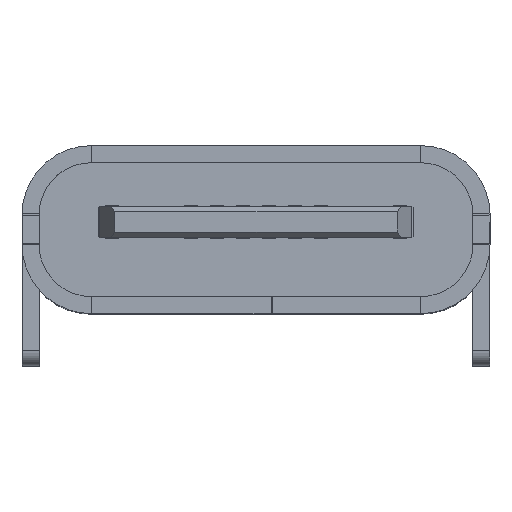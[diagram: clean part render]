
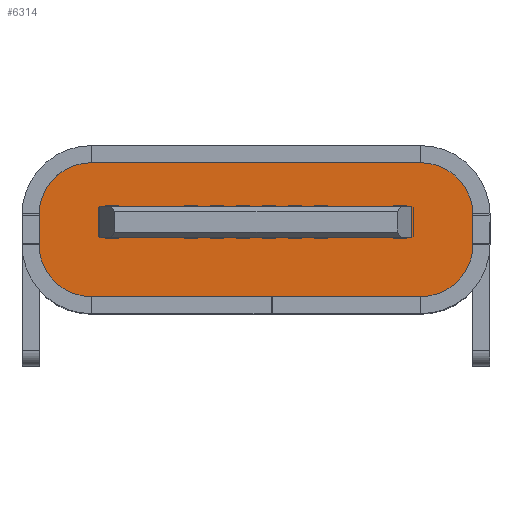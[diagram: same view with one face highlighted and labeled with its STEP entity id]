
A CAD part, top view. The second image highlights one B-rep face of the part: STEP entity #6314.
In plain terms, the highlighted face is planar.
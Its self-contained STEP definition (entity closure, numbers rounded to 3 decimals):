
#47 = CARTESIAN_POINT ( 'NONE',  ( 7.455, 5.81, 1.28 ) ) ;
#90 = CIRCLE ( 'NONE', #9519, 1. ) ;
#221 = CARTESIAN_POINT ( 'NONE',  ( 7.963, 5.81, 0. ) ) ;
#336 = EDGE_CURVE ( 'NONE', #7179, #9075, #4904, .T. ) ;
#402 = CARTESIAN_POINT ( 'NONE',  ( 7.65, 5.81, 2.86 ) ) ;
#457 = LINE ( 'NONE', #1999, #9737 ) ;
#504 = PLANE ( 'NONE',  #9147 ) ;
#516 = LINE ( 'NONE', #10538, #7954 ) ;
#616 = CARTESIAN_POINT ( 'NONE',  ( 4.475, 5.81, 1.363 ) ) ;
#644 = LINE ( 'NONE', #8841, #10530 ) ;
#977 = EDGE_CURVE ( 'NONE', #1184, #10593, #457, .T. ) ;
#1029 = ORIENTED_EDGE ( 'NONE', *, *, #8924, .T. ) ;
#1172 = DIRECTION ( 'NONE',  ( -1., 0., 0. ) ) ;
#1184 = VERTEX_POINT ( 'NONE', #221 ) ;
#1297 = CIRCLE ( 'NONE', #10188, 1.2 ) ;
#1329 = ORIENTED_EDGE ( 'NONE', *, *, #977, .F. ) ;
#1504 = ORIENTED_EDGE ( 'NONE', *, *, #8139, .T. ) ;
#1554 = ORIENTED_EDGE ( 'NONE', *, *, #5126, .F. ) ;
#1708 = EDGE_CURVE ( 'NONE', #8782, #3077, #8050, .T. ) ;
#1711 = LINE ( 'NONE', #47, #2815 ) ;
#1794 = VECTOR ( 'NONE', #4561, 1000. ) ;
#1833 = ORIENTED_EDGE ( 'NONE', *, *, #5655, .F. ) ;
#1927 = ORIENTED_EDGE ( 'NONE', *, *, #1708, .F. ) ;
#1999 = CARTESIAN_POINT ( 'NONE',  ( 8.65, 5.81, 0. ) ) ;
#2056 = DIRECTION ( 'NONE',  ( 1., 0., 0. ) ) ;
#2244 = ORIENTED_EDGE ( 'NONE', *, *, #10165, .T. ) ;
#2482 = CIRCLE ( 'NONE', #9339, 1. ) ;
#2562 = DIRECTION ( 'NONE',  ( -1., 0., 0. ) ) ;
#2575 = ORIENTED_EDGE ( 'NONE', *, *, #336, .F. ) ;
#2772 = EDGE_LOOP ( 'NONE', ( #1329, #1029, #1927, #3054, #1554, #5923, #3721, #2244 ) ) ;
#2815 = VECTOR ( 'NONE', #2562, 1000. ) ;
#2846 = DIRECTION ( 'NONE',  ( 0., 0., 1. ) ) ;
#3054 = ORIENTED_EDGE ( 'NONE', *, *, #5654, .T. ) ;
#3077 = VERTEX_POINT ( 'NONE', #6075 ) ;
#3145 = VERTEX_POINT ( 'NONE', #6257 ) ;
#3721 = ORIENTED_EDGE ( 'NONE', *, *, #4935, .F. ) ;
#3896 = DIRECTION ( 'NONE',  ( 0., 1., 0. ) ) ;
#4243 = CARTESIAN_POINT ( 'NONE',  ( 7.455, 5.81, 1.28 ) ) ;
#4481 = CARTESIAN_POINT ( 'NONE',  ( 1.3, 5.81, 1.86 ) ) ;
#4561 = DIRECTION ( 'NONE',  ( 0., 0., 1. ) ) ;
#4695 = FACE_BOUND ( 'NONE', #6783, .T. ) ;
#4717 = CARTESIAN_POINT ( 'NONE',  ( 1.495, 5.81, 1.28 ) ) ;
#4773 = CARTESIAN_POINT ( 'NONE',  ( 1.495, 5.81, 1.28 ) ) ;
#4904 = LINE ( 'NONE', #8464, #5271 ) ;
#4935 = EDGE_CURVE ( 'NONE', #8118, #3145, #516, .T. ) ;
#5126 = EDGE_CURVE ( 'NONE', #6055, #9722, #6519, .T. ) ;
#5271 = VECTOR ( 'NONE', #1172, 1000. ) ;
#5654 = EDGE_CURVE ( 'NONE', #8782, #9722, #90, .T. ) ;
#5655 = EDGE_CURVE ( 'NONE', #9636, #7179, #644, .T. ) ;
#5674 = DIRECTION ( 'NONE',  ( 1., 0., 0. ) ) ;
#5680 = CARTESIAN_POINT ( 'NONE',  ( 8.65, 5.81, 1.86 ) ) ;
#5788 = CARTESIAN_POINT ( 'NONE',  ( 8.65, 5.81, 1.86 ) ) ;
#5876 = DIRECTION ( 'NONE',  ( 1., 0., 0. ) ) ;
#5923 = ORIENTED_EDGE ( 'NONE', *, *, #8398, .T. ) ;
#5930 = CARTESIAN_POINT ( 'NONE',  ( 1.33, 5.81, 1.15 ) ) ;
#6055 = VERTEX_POINT ( 'NONE', #7921 ) ;
#6075 = CARTESIAN_POINT ( 'NONE',  ( 8.65, 5.81, 0.534 ) ) ;
#6093 = VERTEX_POINT ( 'NONE', #4717 ) ;
#6151 = CARTESIAN_POINT ( 'NONE',  ( 0.3, 5.81, 0.534 ) ) ;
#6179 = DIRECTION ( 'NONE',  ( -1., 0., 0. ) ) ;
#6247 = DIRECTION ( 'NONE',  ( 1., 0., 0. ) ) ;
#6257 = CARTESIAN_POINT ( 'NONE',  ( 0.3, 5.81, 1.86 ) ) ;
#6314 = ADVANCED_FACE ( 'NONE', ( #4695, #7966 ), #504, .F. ) ;
#6519 = LINE ( 'NONE', #6577, #10008 ) ;
#6533 = CARTESIAN_POINT ( 'NONE',  ( 7.65, 5.81, 1.86 ) ) ;
#6577 = CARTESIAN_POINT ( 'NONE',  ( 1.3, 5.81, 2.86 ) ) ;
#6783 = EDGE_LOOP ( 'NONE', ( #2575, #1833, #8484, #1504 ) ) ;
#6803 = DIRECTION ( 'NONE',  ( 0., -1., 0. ) ) ;
#6844 = CARTESIAN_POINT ( 'NONE',  ( 7.62, 5.81, 1.15 ) ) ;
#7169 = DIRECTION ( 'NONE',  ( 0., 0., 1. ) ) ;
#7179 = VERTEX_POINT ( 'NONE', #7851 ) ;
#7729 = VECTOR ( 'NONE', #8786, 1000. ) ;
#7738 = DIRECTION ( 'NONE',  ( 0., -1., 0. ) ) ;
#7783 = CIRCLE ( 'NONE', #8319, 1.2 ) ;
#7851 = CARTESIAN_POINT ( 'NONE',  ( 7.455, 5.81, 1.88 ) ) ;
#7918 = DIRECTION ( 'NONE',  ( 0., 0., 1. ) ) ;
#7921 = CARTESIAN_POINT ( 'NONE',  ( 1.3, 5.81, 2.86 ) ) ;
#7923 = LINE ( 'NONE', #4773, #1794 ) ;
#7954 = VECTOR ( 'NONE', #7918, 1000. ) ;
#7966 = FACE_OUTER_BOUND ( 'NONE', #2772, .T. ) ;
#7992 = DIRECTION ( 'NONE',  ( 0., -1., 0. ) ) ;
#8050 = LINE ( 'NONE', #5680, #7729 ) ;
#8118 = VERTEX_POINT ( 'NONE', #6151 ) ;
#8139 = EDGE_CURVE ( 'NONE', #6093, #9075, #7923, .T. ) ;
#8319 = AXIS2_PLACEMENT_3D ( 'NONE', #5930, #10190, #2846 ) ;
#8398 = EDGE_CURVE ( 'NONE', #6055, #3145, #2482, .T. ) ;
#8464 = CARTESIAN_POINT ( 'NONE',  ( 7.455, 5.81, 1.88 ) ) ;
#8484 = ORIENTED_EDGE ( 'NONE', *, *, #9329, .T. ) ;
#8558 = DIRECTION ( 'NONE',  ( 0., 0., 1. ) ) ;
#8782 = VERTEX_POINT ( 'NONE', #5788 ) ;
#8786 = DIRECTION ( 'NONE',  ( 0., 0., -1. ) ) ;
#8841 = CARTESIAN_POINT ( 'NONE',  ( 7.455, 5.81, 1.28 ) ) ;
#8924 = EDGE_CURVE ( 'NONE', #1184, #3077, #1297, .T. ) ;
#9075 = VERTEX_POINT ( 'NONE', #9123 ) ;
#9123 = CARTESIAN_POINT ( 'NONE',  ( 1.495, 5.81, 1.88 ) ) ;
#9147 = AXIS2_PLACEMENT_3D ( 'NONE', #616, #3896, #6247 ) ;
#9329 = EDGE_CURVE ( 'NONE', #9636, #6093, #1711, .T. ) ;
#9339 = AXIS2_PLACEMENT_3D ( 'NONE', #4481, #7738, #2056 ) ;
#9519 = AXIS2_PLACEMENT_3D ( 'NONE', #6533, #7992, #5674 ) ;
#9636 = VERTEX_POINT ( 'NONE', #4243 ) ;
#9722 = VERTEX_POINT ( 'NONE', #402 ) ;
#9737 = VECTOR ( 'NONE', #6179, 1000. ) ;
#9994 = CARTESIAN_POINT ( 'NONE',  ( 0.987, 5.81, 0. ) ) ;
#10008 = VECTOR ( 'NONE', #5876, 1000. ) ;
#10165 = EDGE_CURVE ( 'NONE', #8118, #10593, #7783, .T. ) ;
#10188 = AXIS2_PLACEMENT_3D ( 'NONE', #6844, #6803, #8558 ) ;
#10190 = DIRECTION ( 'NONE',  ( 0., -1., 0. ) ) ;
#10530 = VECTOR ( 'NONE', #7169, 1000. ) ;
#10538 = CARTESIAN_POINT ( 'NONE',  ( 0.3, 5.81, 0. ) ) ;
#10593 = VERTEX_POINT ( 'NONE', #9994 ) ;
